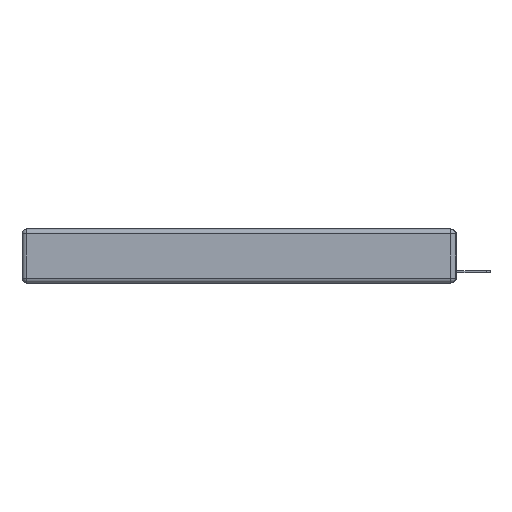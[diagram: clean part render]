
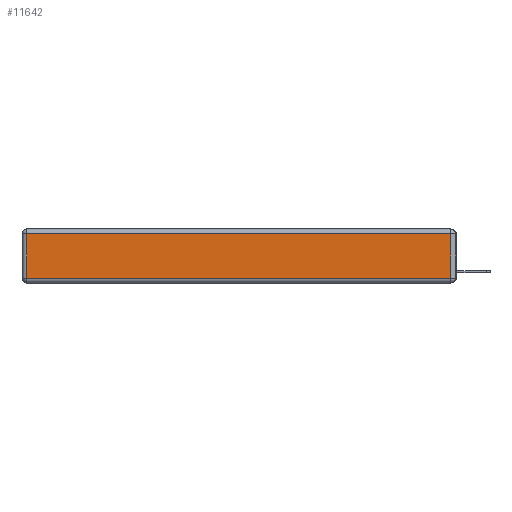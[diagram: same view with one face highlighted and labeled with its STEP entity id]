
A CAD part, left-side view. The second image highlights one B-rep face of the part: STEP entity #11642.
In plain terms, the highlighted planar face has unit normal (-1, 0, 0).
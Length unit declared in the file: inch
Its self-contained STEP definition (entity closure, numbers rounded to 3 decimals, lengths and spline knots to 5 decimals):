
#986 = ORIENTED_EDGE ( 'NONE', *, *, #12019, .T. ) ;
#2026 = VERTEX_POINT ( 'NONE', #7324 ) ;
#3471 = VECTOR ( 'NONE', #12801, 39.37008 ) ;
#3821 = EDGE_CURVE ( 'NONE', #6195, #17374, #8836, .T. ) ;
#3823 = CARTESIAN_POINT ( 'NONE',  ( 0., 0.03, -0.03 ) ) ;
#4289 = FACE_OUTER_BOUND ( 'NONE', #8849, .T. ) ;
#5015 = VERTEX_POINT ( 'NONE', #3823 ) ;
#5381 = EDGE_CURVE ( 'NONE', #17374, #2026, #18353, .T. ) ;
#5631 = ORIENTED_EDGE ( 'NONE', *, *, #5381, .T. ) ;
#5733 = CARTESIAN_POINT ( 'NONE',  ( 0., 2.72, -0.343 ) ) ;
#6152 = CARTESIAN_POINT ( 'NONE',  ( 0., 0.03, -0.343 ) ) ;
#6195 = VERTEX_POINT ( 'NONE', #16273 ) ;
#7324 = CARTESIAN_POINT ( 'NONE',  ( 0., 0.03, -0.313 ) ) ;
#7649 = CARTESIAN_POINT ( 'NONE',  ( 0., 2.75, -0.03 ) ) ;
#7653 = EDGE_CURVE ( 'NONE', #2026, #5015, #11082, .T. ) ;
#8159 = ORIENTED_EDGE ( 'NONE', *, *, #7653, .T. ) ;
#8836 = LINE ( 'NONE', #5733, #20967 ) ;
#8849 = EDGE_LOOP ( 'NONE', ( #5631, #8159, #986, #17801 ) ) ;
#9544 = VECTOR ( 'NONE', #21141, 39.37008 ) ;
#10814 = CARTESIAN_POINT ( 'NONE',  ( 0., 0., -0.343 ) ) ;
#10867 = LINE ( 'NONE', #7649, #3471 ) ;
#11082 = LINE ( 'NONE', #6152, #9544 ) ;
#11642 = ADVANCED_FACE ( 'NONE', ( #4289 ), #14237, .T. ) ;
#12019 = EDGE_CURVE ( 'NONE', #5015, #6195, #10867, .T. ) ;
#12801 = DIRECTION ( 'NONE',  ( 0., 1., 0. ) ) ;
#13342 = DIRECTION ( 'NONE',  ( 0., -1., 0. ) ) ;
#14237 = PLANE ( 'NONE',  #18174 ) ;
#15380 = DIRECTION ( 'NONE',  ( 0., 0., -1. ) ) ;
#15738 = DIRECTION ( 'NONE',  ( -1., 0., 0. ) ) ;
#16261 = VECTOR ( 'NONE', #13342, 39.37008 ) ;
#16273 = CARTESIAN_POINT ( 'NONE',  ( 0., 2.72, -0.03 ) ) ;
#17374 = VERTEX_POINT ( 'NONE', #19393 ) ;
#17549 = DIRECTION ( 'NONE',  ( 0., 0., 1. ) ) ;
#17801 = ORIENTED_EDGE ( 'NONE', *, *, #3821, .T. ) ;
#18174 = AXIS2_PLACEMENT_3D ( 'NONE', #10814, #15738, #17549 ) ;
#18353 = LINE ( 'NONE', #18460, #16261 ) ;
#18460 = CARTESIAN_POINT ( 'NONE',  ( 0., 0., -0.313 ) ) ;
#19393 = CARTESIAN_POINT ( 'NONE',  ( 0., 2.72, -0.313 ) ) ;
#20967 = VECTOR ( 'NONE', #15380, 39.37008 ) ;
#21141 = DIRECTION ( 'NONE',  ( 0., 0., 1. ) ) ;
